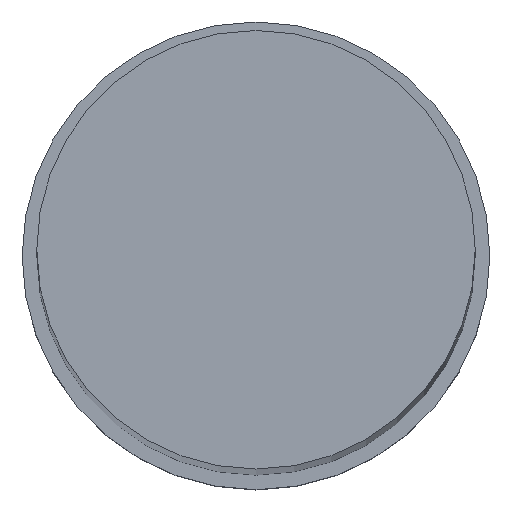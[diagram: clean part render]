
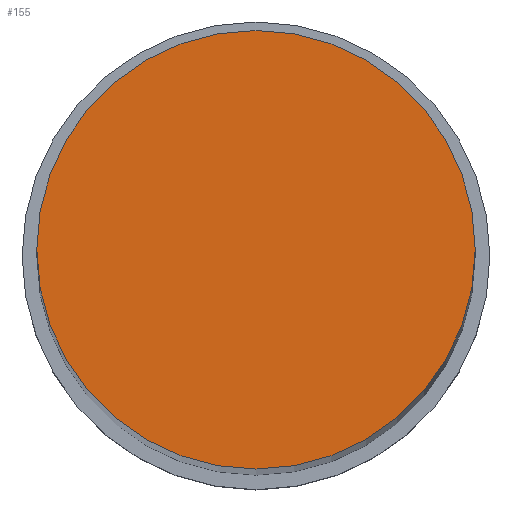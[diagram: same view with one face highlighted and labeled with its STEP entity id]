
A CAD part, top view. The second image highlights one B-rep face of the part: STEP entity #155.
In plain terms, the highlighted planar face has unit normal (0, 0, 1).
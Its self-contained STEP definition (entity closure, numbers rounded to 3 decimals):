
#9 = PLANE ( 'NONE',  #251 ) ;
#10 = CARTESIAN_POINT ( 'NONE',  ( 0., 0., 125. ) ) ;
#43 = EDGE_LOOP ( 'NONE', ( #106, #202 ) ) ;
#68 = DIRECTION ( 'NONE',  ( 1., 0., 0. ) ) ;
#82 = CARTESIAN_POINT ( 'NONE',  ( -7.5, 0., 125. ) ) ;
#90 = CARTESIAN_POINT ( 'NONE',  ( 7.5, 0., 125. ) ) ;
#100 = VERTEX_POINT ( 'NONE', #82 ) ;
#106 = ORIENTED_EDGE ( 'NONE', *, *, #141, .T. ) ;
#111 = DIRECTION ( 'NONE',  ( 1., 0., 0. ) ) ;
#128 = DIRECTION ( 'NONE',  ( 0., 0., 1. ) ) ;
#141 = EDGE_CURVE ( 'NONE', #100, #206, #211, .T. ) ;
#155 = ADVANCED_FACE ( 'NONE', ( #190 ), #9, .T. ) ;
#166 = AXIS2_PLACEMENT_3D ( 'NONE', #212, #250, #68 ) ;
#170 = CARTESIAN_POINT ( 'NONE',  ( 0., 0., 125. ) ) ;
#183 = AXIS2_PLACEMENT_3D ( 'NONE', #10, #128, #191 ) ;
#188 = EDGE_CURVE ( 'NONE', #206, #100, #248, .T. ) ;
#190 = FACE_OUTER_BOUND ( 'NONE', #43, .T. ) ;
#191 = DIRECTION ( 'NONE',  ( 1., 0., 0. ) ) ;
#202 = ORIENTED_EDGE ( 'NONE', *, *, #188, .T. ) ;
#206 = VERTEX_POINT ( 'NONE', #90 ) ;
#211 = CIRCLE ( 'NONE', #166, 7.5 ) ;
#212 = CARTESIAN_POINT ( 'NONE',  ( 0., 0., 125. ) ) ;
#247 = DIRECTION ( 'NONE',  ( 0., 0., 1. ) ) ;
#248 = CIRCLE ( 'NONE', #183, 7.5 ) ;
#250 = DIRECTION ( 'NONE',  ( 0., 0., 1. ) ) ;
#251 = AXIS2_PLACEMENT_3D ( 'NONE', #170, #247, #111 ) ;
